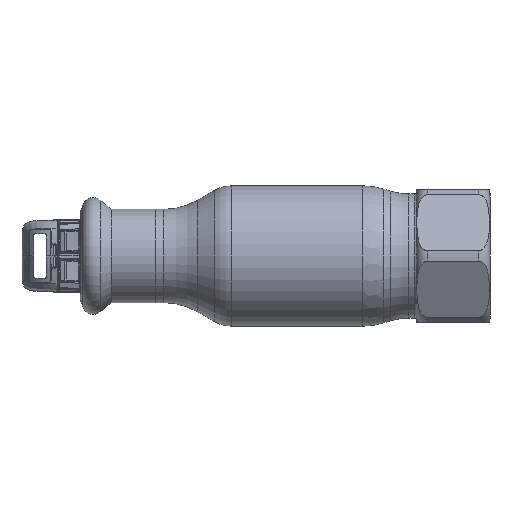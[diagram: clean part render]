
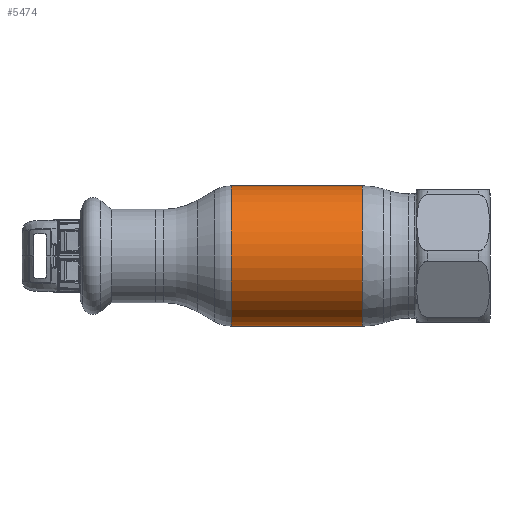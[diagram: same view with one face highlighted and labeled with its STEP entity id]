
A CAD part, front view. The second image highlights one B-rep face of the part: STEP entity #5474.
In plain terms, the highlighted cylindrical face has radius 19 mm (diameter 38 mm), a partial arc.
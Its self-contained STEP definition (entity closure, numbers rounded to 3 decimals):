
#641 = VERTEX_POINT ( 'NONE', #40694 ) ;
#2401 = CARTESIAN_POINT ( 'NONE',  ( 17.411, 0., 0. ) ) ;
#5126 = VECTOR ( 'NONE', #10415, 1000. ) ;
#5474 = ADVANCED_FACE ( 'NONE', ( #19153 ), #68786, .T. ) ;
#6540 = AXIS2_PLACEMENT_3D ( 'NONE', #65009, #27871, #16579 ) ;
#10415 = DIRECTION ( 'NONE',  ( -1., 0., 0. ) ) ;
#12055 = CARTESIAN_POINT ( 'NONE',  ( -62.69, 0., 19. ) ) ;
#12361 = DIRECTION ( 'NONE',  ( 0., 0., 1. ) ) ;
#12497 = ORIENTED_EDGE ( 'NONE', *, *, #27590, .T. ) ;
#15063 = EDGE_CURVE ( 'NONE', #26180, #41008, #61321, .T. ) ;
#15602 = CARTESIAN_POINT ( 'NONE',  ( -62.69, 0., -19. ) ) ;
#16579 = DIRECTION ( 'NONE',  ( 0., 0., 1. ) ) ;
#19153 = FACE_OUTER_BOUND ( 'NONE', #20576, .T. ) ;
#20576 = EDGE_LOOP ( 'NONE', ( #52304, #63299, #12497, #24844 ) ) ;
#20658 = CARTESIAN_POINT ( 'NONE',  ( 17.411, 0., -19. ) ) ;
#23084 = CARTESIAN_POINT ( 'NONE',  ( -18.088, 0., -19. ) ) ;
#24750 = DIRECTION ( 'NONE',  ( -1., 0., 0. ) ) ;
#24844 = ORIENTED_EDGE ( 'NONE', *, *, #15063, .F. ) ;
#26180 = VERTEX_POINT ( 'NONE', #23084 ) ;
#27590 = EDGE_CURVE ( 'NONE', #641, #41008, #48451, .T. ) ;
#27871 = DIRECTION ( 'NONE',  ( -1., 0., 0. ) ) ;
#31234 = EDGE_CURVE ( 'NONE', #49589, #641, #47893, .T. ) ;
#38250 = DIRECTION ( 'NONE',  ( 0., 0., 1. ) ) ;
#40496 = EDGE_CURVE ( 'NONE', #49589, #26180, #50640, .T. ) ;
#40694 = CARTESIAN_POINT ( 'NONE',  ( 17.411, 0., 19. ) ) ;
#41008 = VERTEX_POINT ( 'NONE', #44635 ) ;
#44635 = CARTESIAN_POINT ( 'NONE',  ( -18.088, 0., 19. ) ) ;
#47893 = CIRCLE ( 'NONE', #48381, 19. ) ;
#48381 = AXIS2_PLACEMENT_3D ( 'NONE', #2401, #49759, #12361 ) ;
#48451 = LINE ( 'NONE', #12055, #58548 ) ;
#48644 = DIRECTION ( 'NONE',  ( -1., 0., 0. ) ) ;
#49589 = VERTEX_POINT ( 'NONE', #20658 ) ;
#49759 = DIRECTION ( 'NONE',  ( -1., 0., 0. ) ) ;
#50640 = LINE ( 'NONE', #15602, #5126 ) ;
#52304 = ORIENTED_EDGE ( 'NONE', *, *, #40496, .F. ) ;
#58548 = VECTOR ( 'NONE', #24750, 1000. ) ;
#58707 = AXIS2_PLACEMENT_3D ( 'NONE', #65318, #48644, #38250 ) ;
#61321 = CIRCLE ( 'NONE', #6540, 19. ) ;
#63299 = ORIENTED_EDGE ( 'NONE', *, *, #31234, .T. ) ;
#65009 = CARTESIAN_POINT ( 'NONE',  ( -18.088, 0., 0. ) ) ;
#65318 = CARTESIAN_POINT ( 'NONE',  ( -62.69, 0., 0. ) ) ;
#68786 = CYLINDRICAL_SURFACE ( 'NONE', #58707, 19. ) ;
